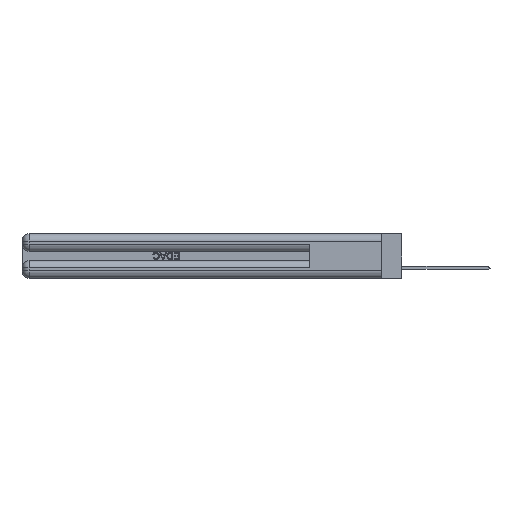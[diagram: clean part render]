
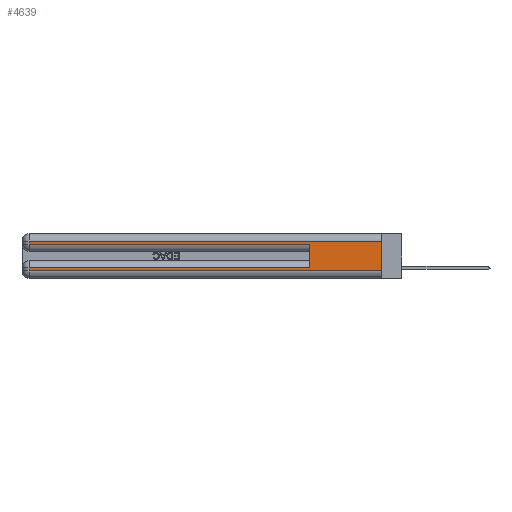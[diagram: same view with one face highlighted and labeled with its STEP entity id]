
A CAD part, left-side view. The second image highlights one B-rep face of the part: STEP entity #4639.
In plain terms, the highlighted planar face has unit normal (-1, 0, 0).
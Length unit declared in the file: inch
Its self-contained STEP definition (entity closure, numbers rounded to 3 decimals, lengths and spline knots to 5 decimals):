
#1002 = ORIENTED_EDGE ( 'NONE', *, *, #20735, .T. ) ;
#1825 = VERTEX_POINT ( 'NONE', #39220 ) ;
#2162 = CARTESIAN_POINT ( 'NONE',  ( 0., 2.94, 0.31 ) ) ;
#2327 = FACE_OUTER_BOUND ( 'NONE', #6957, .T. ) ;
#2966 = LINE ( 'NONE', #38068, #8323 ) ;
#4639 = ADVANCED_FACE ( 'NONE', ( #2327 ), #21210, .F. ) ;
#4952 = VECTOR ( 'NONE', #10905, 39.37008 ) ;
#6887 = CARTESIAN_POINT ( 'NONE',  ( 0., 0., 0.37 ) ) ;
#6957 = EDGE_LOOP ( 'NONE', ( #7115, #22339, #39205, #8862, #7771, #26068, #12905, #1002 ) ) ;
#7115 = ORIENTED_EDGE ( 'NONE', *, *, #11597, .F. ) ;
#7121 = CARTESIAN_POINT ( 'NONE',  ( 0., 0., 0.06 ) ) ;
#7771 = ORIENTED_EDGE ( 'NONE', *, *, #27589, .F. ) ;
#8323 = VECTOR ( 'NONE', #23049, 39.37008 ) ;
#8862 = ORIENTED_EDGE ( 'NONE', *, *, #35679, .T. ) ;
#9208 = DIRECTION ( 'NONE',  ( 0., -1., 0. ) ) ;
#9309 = CARTESIAN_POINT ( 'NONE',  ( 0., 0.6, 0.085 ) ) ;
#9554 = VERTEX_POINT ( 'NONE', #7121 ) ;
#9886 = VECTOR ( 'NONE', #32775, 39.37008 ) ;
#10905 = DIRECTION ( 'NONE',  ( 0., 0., -1. ) ) ;
#11395 = EDGE_CURVE ( 'NONE', #27785, #37858, #27759, .T. ) ;
#11597 = EDGE_CURVE ( 'NONE', #20160, #9554, #37772, .T. ) ;
#12646 = CARTESIAN_POINT ( 'NONE',  ( 0., 0., 0.31 ) ) ;
#12905 = ORIENTED_EDGE ( 'NONE', *, *, #11395, .T. ) ;
#14048 = CARTESIAN_POINT ( 'NONE',  ( 0., 2.94, 0.085 ) ) ;
#14931 = DIRECTION ( 'NONE',  ( 1., 0., 0. ) ) ;
#15573 = VECTOR ( 'NONE', #34073, 39.37008 ) ;
#16568 = VECTOR ( 'NONE', #20983, 39.37008 ) ;
#18172 = CARTESIAN_POINT ( 'NONE',  ( 0., 0., 0.06 ) ) ;
#18248 = AXIS2_PLACEMENT_3D ( 'NONE', #24201, #14931, #27306 ) ;
#18755 = VERTEX_POINT ( 'NONE', #9309 ) ;
#20160 = VERTEX_POINT ( 'NONE', #12646 ) ;
#20735 = EDGE_CURVE ( 'NONE', #37858, #9554, #39293, .T. ) ;
#20847 = EDGE_CURVE ( 'NONE', #20160, #25355, #36821, .T. ) ;
#20877 = CARTESIAN_POINT ( 'NONE',  ( 0., 2.94, 0.285 ) ) ;
#20983 = DIRECTION ( 'NONE',  ( 0., -1., 0. ) ) ;
#21210 = PLANE ( 'NONE',  #18248 ) ;
#21963 = VECTOR ( 'NONE', #22103, 39.37008 ) ;
#22017 = VERTEX_POINT ( 'NONE', #20877 ) ;
#22103 = DIRECTION ( 'NONE',  ( 0., 1., 0. ) ) ;
#22339 = ORIENTED_EDGE ( 'NONE', *, *, #20847, .T. ) ;
#22947 = LINE ( 'NONE', #28603, #21963 ) ;
#23049 = DIRECTION ( 'NONE',  ( 0., 0., 1. ) ) ;
#24201 = CARTESIAN_POINT ( 'NONE',  ( 0., 0., 0.37 ) ) ;
#24231 = DIRECTION ( 'NONE',  ( 0., 0., -1. ) ) ;
#25355 = VERTEX_POINT ( 'NONE', #2162 ) ;
#26068 = ORIENTED_EDGE ( 'NONE', *, *, #37906, .T. ) ;
#27306 = DIRECTION ( 'NONE',  ( 0., 0., -1. ) ) ;
#27589 = EDGE_CURVE ( 'NONE', #18755, #1825, #2966, .T. ) ;
#27664 = CARTESIAN_POINT ( 'NONE',  ( 0., 0., 0.285 ) ) ;
#27666 = LINE ( 'NONE', #39264, #36848 ) ;
#27759 = LINE ( 'NONE', #36738, #9886 ) ;
#27785 = VERTEX_POINT ( 'NONE', #14048 ) ;
#28603 = CARTESIAN_POINT ( 'NONE',  ( 0., 0., 0.085 ) ) ;
#29807 = VECTOR ( 'NONE', #9208, 39.37008 ) ;
#30579 = CARTESIAN_POINT ( 'NONE',  ( 0., 0., 0.31 ) ) ;
#30896 = CARTESIAN_POINT ( 'NONE',  ( 0., 2.94, 0.06 ) ) ;
#31989 = EDGE_CURVE ( 'NONE', #25355, #22017, #27666, .T. ) ;
#32775 = DIRECTION ( 'NONE',  ( 0., 0., -1. ) ) ;
#33177 = LINE ( 'NONE', #27664, #29807 ) ;
#34073 = DIRECTION ( 'NONE',  ( 0., 1., 0. ) ) ;
#35679 = EDGE_CURVE ( 'NONE', #22017, #1825, #33177, .T. ) ;
#36738 = CARTESIAN_POINT ( 'NONE',  ( 0., 2.94, 0.37 ) ) ;
#36821 = LINE ( 'NONE', #30579, #15573 ) ;
#36848 = VECTOR ( 'NONE', #24231, 39.37008 ) ;
#37772 = LINE ( 'NONE', #6887, #4952 ) ;
#37858 = VERTEX_POINT ( 'NONE', #30896 ) ;
#37906 = EDGE_CURVE ( 'NONE', #18755, #27785, #22947, .T. ) ;
#38068 = CARTESIAN_POINT ( 'NONE',  ( 0., 0.6, 0.145 ) ) ;
#39205 = ORIENTED_EDGE ( 'NONE', *, *, #31989, .T. ) ;
#39220 = CARTESIAN_POINT ( 'NONE',  ( 0., 0.6, 0.285 ) ) ;
#39264 = CARTESIAN_POINT ( 'NONE',  ( 0., 2.94, 0.37 ) ) ;
#39293 = LINE ( 'NONE', #18172, #16568 ) ;
